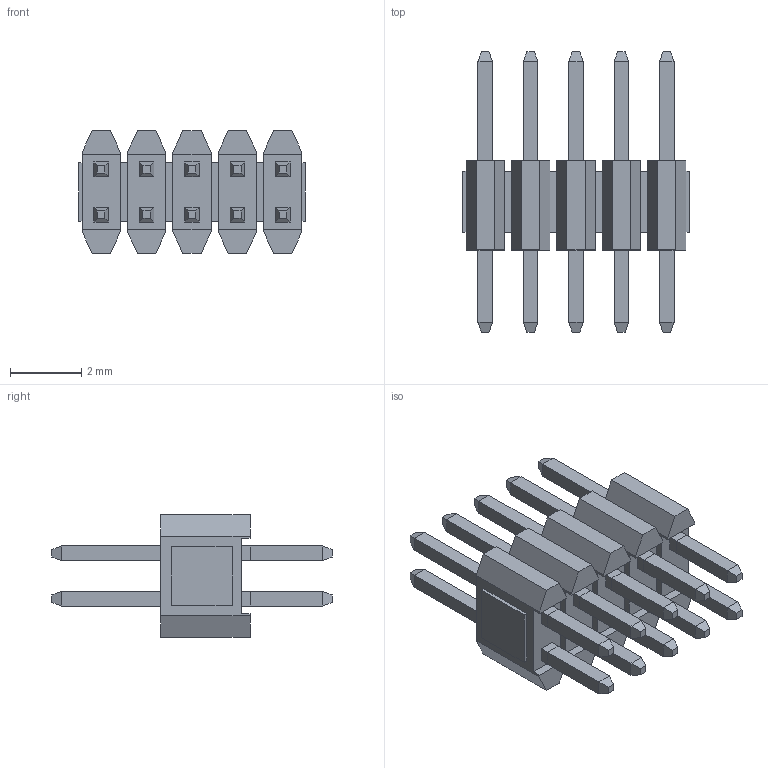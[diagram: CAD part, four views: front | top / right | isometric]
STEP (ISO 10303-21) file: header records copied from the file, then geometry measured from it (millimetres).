
FILE_DESCRIPTION (( 'STEP AP214' ), '1' );
FILE_NAME ('20021111-00010T8LF.STEP', '2023-05-23T09:05:59', ( '' ), ( '' ), 'SwSTEP 2.0', 'SolidWorks 2021', '' );
FILE_SCHEMA (( 'AUTOMOTIVE_DESIGN' ));
Length unit declared in the file: millimetre
Products named in the file (3): 20021111-00010T8LF; 20021111-additional_5; pin^20021111-additional ASS
Assembly tree (6 placements, depth 2):
  20021111-00010T8LF
    20021111-additional_5
    pin^20021111-additional ASS  x5
Bounding box: 6.35 x 7.85 x 3.43 mm (x, y, z)
Volume: 50.7 mm3; surface area: 281.6 mm2
Topology: 21 solids, 21 shells, 336 faces, 772 edges, 488 vertices
Faces by surface type: plane 336
Entity records: 5417 total; most frequent: CARTESIAN_POINT 933, ORIENTED_EDGE 904, DIRECTION 822, LINE 452, EDGE_CURVE 452, VECTOR 452, VERTEX_POINT 296, EDGE_LOOP 206
